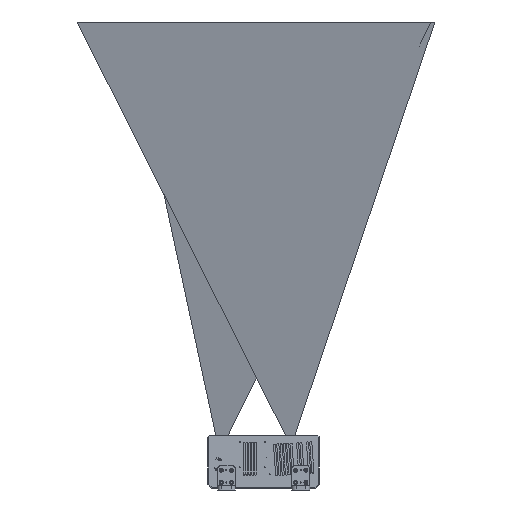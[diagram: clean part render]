
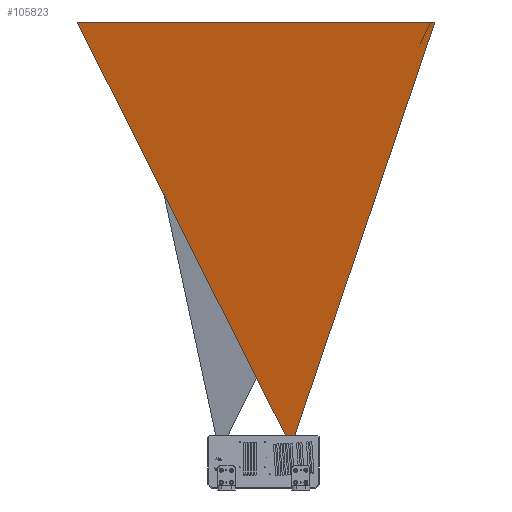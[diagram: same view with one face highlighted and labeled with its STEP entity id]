
A CAD part, front view. The second image highlights one B-rep face of the part: STEP entity #105823.
In plain terms, the highlighted planar face has unit normal (0.016, -0.974, -0.224).
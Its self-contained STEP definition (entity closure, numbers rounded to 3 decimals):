
#1164 = CARTESIAN_POINT ( 'NONE',  ( -439.713, -214.609, 1038.745 ) ) ;
#12127 = CARTESIAN_POINT ( 'NONE',  ( -450.774, -219.8, 1060.512 ) ) ;
#18496 = CARTESIAN_POINT ( 'NONE',  ( -172.534, -766.603, 3454.213 ) ) ;
#20539 = CARTESIAN_POINT ( 'NONE',  ( 414.867, -205.86, 1060.512 ) ) ;
#31313 = VECTOR ( 'NONE', #170521, 1000. ) ;
#32427 = DIRECTION ( 'NONE',  ( 0., -0.224, 0.974 ) ) ;
#37966 = VECTOR ( 'NONE', #87845, 1000. ) ;
#41206 = ORIENTED_EDGE ( 'NONE', *, *, #69089, .F. ) ;
#45890 = CARTESIAN_POINT ( 'NONE',  ( 57.375, 20.726, 51.667 ) ) ;
#54140 = VERTEX_POINT ( 'NONE', #152513 ) ;
#58332 = EDGE_LOOP ( 'NONE', ( #94688, #41206, #74816, #96978 ) ) ;
#59781 = DIRECTION ( 'NONE',  ( -0.016, 0.974, 0.224 ) ) ;
#62211 = EDGE_CURVE ( 'NONE', #74371, #54140, #74987, .T. ) ;
#62471 = CARTESIAN_POINT ( 'NONE',  ( 414.036, -205.315, 1058.088 ) ) ;
#67335 = CARTESIAN_POINT ( 'NONE',  ( 73.336, 20.726, 52.783 ) ) ;
#69089 = EDGE_CURVE ( 'NONE', #54140, #144878, #176041, .T. ) ;
#74371 = VERTEX_POINT ( 'NONE', #134778 ) ;
#74816 = ORIENTED_EDGE ( 'NONE', *, *, #62211, .F. ) ;
#74987 = LINE ( 'NONE', #87224, #37966 ) ;
#75888 = CARTESIAN_POINT ( 'NONE',  ( 299.054, -129.915, 722.657 ) ) ;
#76931 = FACE_OUTER_BOUND ( 'NONE', #58332, .T. ) ;
#77054 = AXIS2_PLACEMENT_3D ( 'NONE', #18496, #59781, #32427 ) ;
#79153 = CARTESIAN_POINT ( 'NONE',  ( 57.375, 20.726, 51.667 ) ) ;
#87224 = CARTESIAN_POINT ( 'NONE',  ( -450.774, -219.8, 1060.512 ) ) ;
#87845 = DIRECTION ( 'NONE',  ( 1., 0.016, 0. ) ) ;
#91145 = CARTESIAN_POINT ( 'NONE',  ( 73.336, 20.726, 52.783 ) ) ;
#94688 = ORIENTED_EDGE ( 'NONE', *, *, #159037, .F. ) ;
#96978 = ORIENTED_EDGE ( 'NONE', *, *, #113077, .F. ) ;
#105823 = ADVANCED_FACE ( 'NONE', ( #76931 ), #115922, .F. ) ;
#113077 = EDGE_CURVE ( 'NONE', #123067, #74371, #145921, .T. ) ;
#115922 = PLANE ( 'NONE',  #77054 ) ;
#123067 = VERTEX_POINT ( 'NONE', #45890 ) ;
#134778 = CARTESIAN_POINT ( 'NONE',  ( -450.774, -219.8, 1060.512 ) ) ;
#143143 = CARTESIAN_POINT ( 'NONE',  ( 73.336, 20.726, 52.783 ) ) ;
#144878 = VERTEX_POINT ( 'NONE', #67335 ) ;
#145921 = B_SPLINE_CURVE_WITH_KNOTS ( 'NONE', 3,
 ( #79153, #166125, #154001, #1164, #12127 ),
 .UNSPECIFIED., .F., .F.,
 ( 4, 1, 4 ),
 ( 0., 1.08, 1.155 ),
 .UNSPECIFIED. ) ;
#152513 = CARTESIAN_POINT ( 'NONE',  ( 414.867, -205.86, 1060.512 ) ) ;
#154001 = CARTESIAN_POINT ( 'NONE',  ( -269.23, -134.569, 703.129 ) ) ;
#159037 = EDGE_CURVE ( 'NONE', #144878, #123067, #164157, .T. ) ;
#164157 = LINE ( 'NONE', #143143, #31313 ) ;
#166125 = CARTESIAN_POINT ( 'NONE',  ( -99.477, -54.399, 366.895 ) ) ;
#170521 = DIRECTION ( 'NONE',  ( -0.998, 0., -0.07 ) ) ;
#174596 = CARTESIAN_POINT ( 'NONE',  ( 184.792, -54.399, 386.773 ) ) ;
#176041 = B_SPLINE_CURVE_WITH_KNOTS ( 'NONE', 3,
 ( #20539, #62471, #75888, #174596, #91145 ),
 .UNSPECIFIED., .F., .F.,
 ( 4, 1, 4 ),
 ( 0., 0.008, 1.088 ),
 .UNSPECIFIED. ) ;
